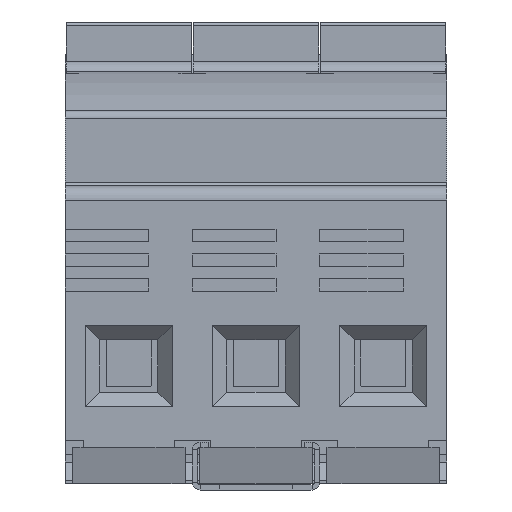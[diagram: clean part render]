
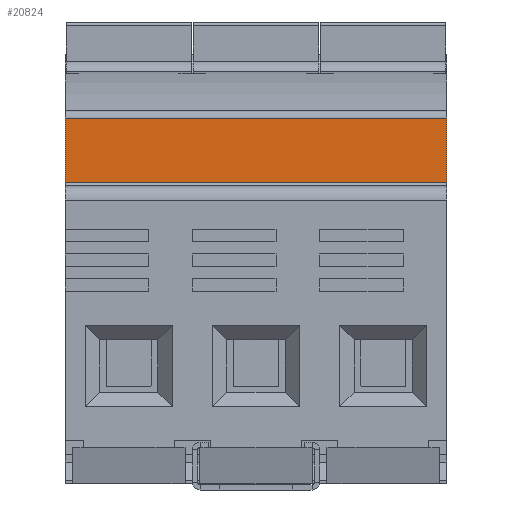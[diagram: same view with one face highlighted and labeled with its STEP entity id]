
A CAD part, front view. The second image highlights one B-rep face of the part: STEP entity #20824.
In plain terms, the highlighted planar face has unit normal (0, -1, 0).
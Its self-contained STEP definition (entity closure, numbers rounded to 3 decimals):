
#3140=DIRECTION('',(1.,0.,0.));
#3141=VECTOR('',#3140,52.5);
#3142=CARTESIAN_POINT('',(0.,-40.2,37.5));
#3143=LINE('',#3142,#3141);
#3154=DIRECTION('',(0.,0.,1.));
#3155=VECTOR('',#3154,8.8);
#3156=CARTESIAN_POINT('',(0.,-40.2,37.5));
#3157=LINE('',#3156,#3155);
#3168=DIRECTION('',(-1.,0.,0.));
#3169=VECTOR('',#3168,52.5);
#3170=CARTESIAN_POINT('',(52.5,-40.2,46.3));
#3171=LINE('',#3170,#3169);
#6542=DIRECTION('',(0.,0.,1.));
#6543=VECTOR('',#6542,8.8);
#6544=CARTESIAN_POINT('',(52.5,-40.2,37.5));
#6545=LINE('',#6544,#6543);
#15757=CARTESIAN_POINT('',(0.,-40.2,46.3));
#15758=VERTEX_POINT('',#15757);
#15759=CARTESIAN_POINT('',(0.,-40.2,37.5));
#15760=VERTEX_POINT('',#15759);
#16501=CARTESIAN_POINT('',(52.5,-40.2,37.5));
#16502=VERTEX_POINT('',#16501);
#16503=CARTESIAN_POINT('',(52.5,-40.2,46.3));
#16504=VERTEX_POINT('',#16503);
#20811=CARTESIAN_POINT('',(0.,-40.2,47.3));
#20812=DIRECTION('',(0.,-1.,0.));
#20813=DIRECTION('',(0.,0.,-1.));
#20814=AXIS2_PLACEMENT_3D('',#20811,#20812,#20813);
#20815=PLANE('',#20814);
#20817=ORIENTED_EDGE('',*,*,#20816,.F.);
#20819=ORIENTED_EDGE('',*,*,#20818,.F.);
#20820=ORIENTED_EDGE('',*,*,#20802,.F.);
#20821=ORIENTED_EDGE('',*,*,#18261,.T.);
#20822=EDGE_LOOP('',(#20817,#20819,#20820,#20821));
#20823=FACE_OUTER_BOUND('',#20822,.F.);
#18261=EDGE_CURVE('',#15760,#15758,#3157,.T.);
#20802=EDGE_CURVE('',#15760,#16502,#3143,.T.);
#20816=EDGE_CURVE('',#16504,#15758,#3171,.T.);
#20818=EDGE_CURVE('',#16502,#16504,#6545,.T.);
#20824=ADVANCED_FACE('',(#20823),#20815,.T.);
